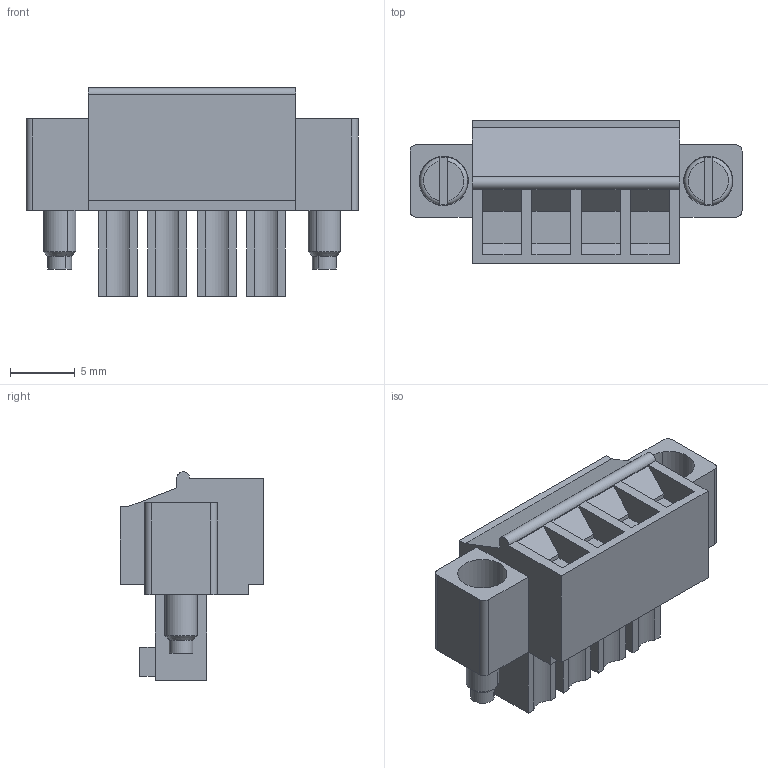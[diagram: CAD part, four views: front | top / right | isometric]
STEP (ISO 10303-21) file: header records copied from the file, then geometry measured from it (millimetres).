
FILE_DESCRIPTION(('CATIA V5 STEP Exchange','CAx-IF Rec.Pracs.--- Model Styling and Organization---1.2---2011-12-15'),'2;1');
FILE_NAME ('D1456240_0_1792970000_1792970000.stp','2018-09-19T13:57:44+00:00',('none'),('Weidmueller'),'CATIA Version 5-6 Release 2014','CATIA V5 STEP AP214','none');
FILE_SCHEMA(('AUTOMOTIVE_DESIGN { 1 0 10303 214 1 1 1 1 }'));
Length unit declared in the file: millimetre
Products named in the file (1): 1792970000
Bounding box: 25.63 x 11.1 x 16.1 mm (x, y, z)
Volume: 1859.2 mm3; surface area: 1997.5 mm2
Topology: 3 solids, 3 shells, 198 faces, 498 edges, 326 vertices
Faces by surface type: plane 129, cylinder 45, cone 16, torus 8
Entity records: 5414 total; most frequent: ORIENTED_EDGE 996, CARTESIAN_POINT 972, DIRECTION 720, EDGE_CURVE 498, VECTOR 358, LINE 358, VERTEX_POINT 326, AXIS2_PLACEMENT_3D 248
